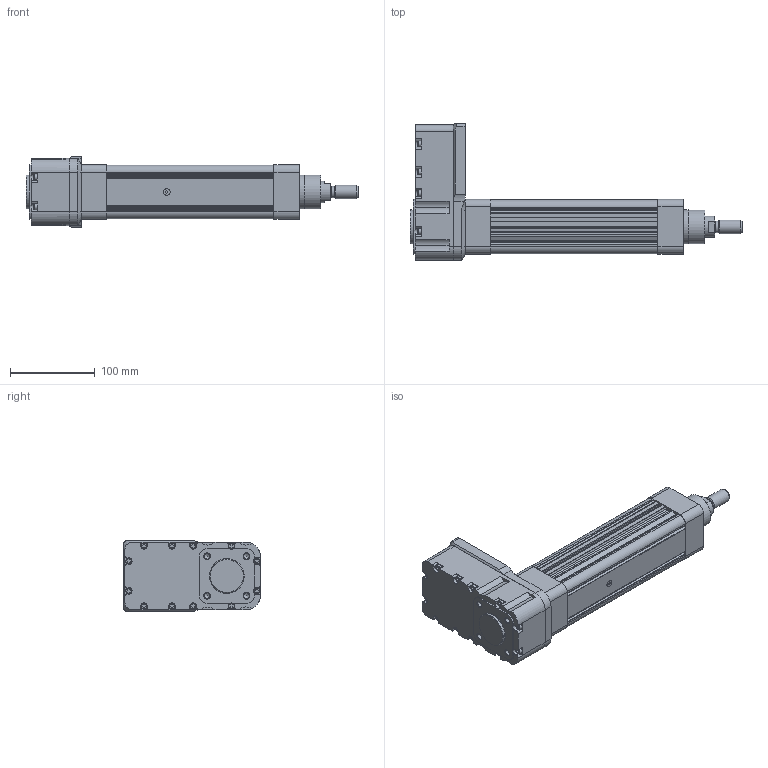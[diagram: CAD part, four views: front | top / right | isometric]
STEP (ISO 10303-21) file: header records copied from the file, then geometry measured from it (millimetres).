
FILE_DESCRIPTION(('HOOPS Exchange Step'),'2;1');
FILE_NAME('export-E3FF246B-C3C0-43BC-A2BD-7C13B0511645.stp','2024-02-06T16:46:14+01:00',('Engineering'),('Alibre'),'HOOPS Exchange 2021.0','Alibre','Unknown authorisation');
FILE_SCHEMA( ('AP242_MANAGED_MODEL_BASED_3D_ENGINEERING_MIM_LF {1 0 10303 442 1 1 4 }') );
Length unit declared in the file: millimetre
Products named in the file (6): 6486-4 Electronic Cylinder ISO15552-B50-S100-P5-Geared-Anti Rotation-IP55 IP65; 6486-1 Electronic Cylinder ISO15552-B50-S100-P5-Geared-Anti Rotation-IP55 IP65 - BARREL; 6486-5 Electronic Cylinder ISO15552-B50-S100-P5-Geared-Anti Rotation-IP55 IP65; 6486-3 Electronic Cylinder ISO15552-B50-S100-P5-Geared-Anti Rotation-IP55 IP65 - NEMA34 GEARBOX; 6486-2 Electronic Cylinder ISO15552-B50-S100-P5-Geared-Anti Rotation-IP55 IP65 - ROD; 6486 Electronic Cylinder ISO15552-B50-S100-P5-Geared-Anti Rotation-IP55 IP65
Assembly tree (5 placements, depth 2):
  6486 Electronic Cylinder ISO15552-B50-S100-P5-Geared-Anti Rotation-IP55 IP65
    6486-4 Electronic Cylinder ISO15552-B50-S100-P5-Geared-Anti Rotation-IP55 IP65
    6486-1 Electronic Cylinder ISO15552-B50-S100-P5-Geared-Anti Rotation-IP55 IP65 - BARREL
    6486-5 Electronic Cylinder ISO15552-B50-S100-P5-Geared-Anti Rotation-IP55 IP65
    6486-3 Electronic Cylinder ISO15552-B50-S100-P5-Geared-Anti Rotation-IP55 IP65 - NEMA34 GEARBOX
    6486-2 Electronic Cylinder ISO15552-B50-S100-P5-Geared-Anti Rotation-IP55 IP65 - ROD
Bounding box: 391 x 161 x 83 mm (x, y, z)
Volume: 1481067.5 mm3; surface area: 237268.3 mm2
Topology: 5 solids, 5 shells, 568 faces, 1572 edges, 1078 vertices
Faces by surface type: plane 332, cylinder 190, cone 43, torus 3
Full cylindrical faces by diameter (mm): 3 x1, 4.134 x4, 6.647 x12, 7 x12, 8 x1, 10 x1, 11 x8, 12 x8, 13.5 x1, 14 x2, 16 x1, 25 x2, 25.5 x1, 39.5 x1, 40 x2, 50 x3, 73 x1
Entity records: 18614 total; most frequent: CARTESIAN_POINT 3307, DIRECTION 3273, ORIENTED_EDGE 3112, EDGE_CURVE 1556, AXIS2_PLACEMENT_3D 1146, VERTEX_POINT 1078, VECTOR 981, LINE 981
